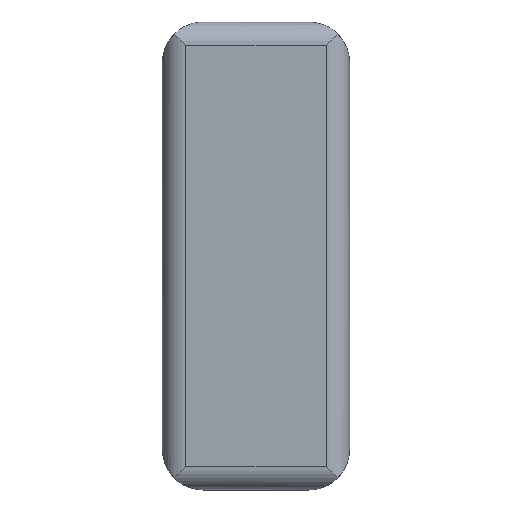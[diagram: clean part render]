
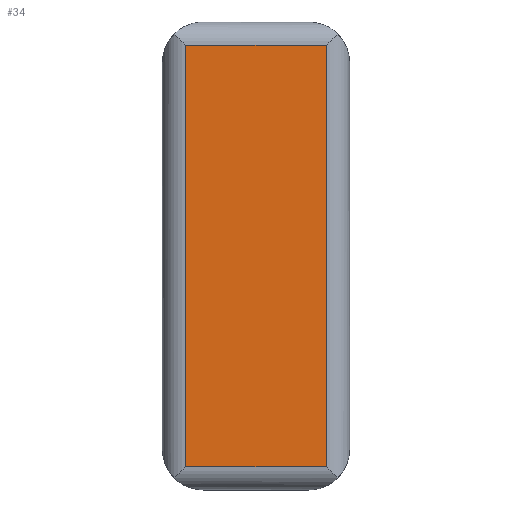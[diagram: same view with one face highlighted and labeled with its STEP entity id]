
A CAD part, front view. The second image highlights one B-rep face of the part: STEP entity #34.
In plain terms, the highlighted planar face has unit normal (0, -1, 0).
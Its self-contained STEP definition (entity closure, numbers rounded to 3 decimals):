
#9 = ORIENTED_EDGE ( 'NONE', *, *, #58, .F. ) ;
#27 = CARTESIAN_POINT ( 'NONE',  ( 5.998, -3.25, -2.012 ) ) ;
#30 = PLANE ( 'NONE',  #136 ) ;
#34 = ADVANCED_FACE ( 'NONE', ( #215 ), #30, .F. ) ;
#58 = EDGE_CURVE ( 'NONE', #96, #217, #102, .T. ) ;
#63 = EDGE_CURVE ( 'NONE', #217, #428, #298, .T. ) ;
#96 = VERTEX_POINT ( 'NONE', #27 ) ;
#102 = LINE ( 'NONE', #318, #134 ) ;
#103 = EDGE_CURVE ( 'NONE', #428, #359, #287, .T. ) ;
#115 = CARTESIAN_POINT ( 'NONE',  ( -5.998, -3.25, -2.012 ) ) ;
#116 = CARTESIAN_POINT ( 'NONE',  ( 0., -3.25, -20.006 ) ) ;
#134 = VECTOR ( 'NONE', #398, 1000. ) ;
#136 = AXIS2_PLACEMENT_3D ( 'NONE', #116, #448, #487 ) ;
#138 = EDGE_LOOP ( 'NONE', ( #464, #9, #174, #276 ) ) ;
#174 = ORIENTED_EDGE ( 'NONE', *, *, #187, .F. ) ;
#181 = VECTOR ( 'NONE', #264, 1000. ) ;
#187 = EDGE_CURVE ( 'NONE', #359, #96, #441, .T. ) ;
#194 = CARTESIAN_POINT ( 'NONE',  ( 7.998, -3.25, -38.001 ) ) ;
#215 = FACE_OUTER_BOUND ( 'NONE', #138, .T. ) ;
#217 = VERTEX_POINT ( 'NONE', #424 ) ;
#263 = CARTESIAN_POINT ( 'NONE',  ( 7.998, -3.25, -2.012 ) ) ;
#264 = DIRECTION ( 'NONE',  ( 1., 0., 0. ) ) ;
#276 = ORIENTED_EDGE ( 'NONE', *, *, #103, .F. ) ;
#287 = LINE ( 'NONE', #401, #532 ) ;
#298 = LINE ( 'NONE', #194, #319 ) ;
#318 = CARTESIAN_POINT ( 'NONE',  ( 5.998, -3.25, -0.012 ) ) ;
#319 = VECTOR ( 'NONE', #353, 1000. ) ;
#353 = DIRECTION ( 'NONE',  ( -1., 0., 0. ) ) ;
#359 = VERTEX_POINT ( 'NONE', #115 ) ;
#364 = CARTESIAN_POINT ( 'NONE',  ( -5.998, -3.25, -38.001 ) ) ;
#398 = DIRECTION ( 'NONE',  ( 0., 0., -1. ) ) ;
#401 = CARTESIAN_POINT ( 'NONE',  ( -5.998, -3.25, -0.012 ) ) ;
#424 = CARTESIAN_POINT ( 'NONE',  ( 5.998, -3.25, -38.001 ) ) ;
#428 = VERTEX_POINT ( 'NONE', #364 ) ;
#441 = LINE ( 'NONE', #263, #181 ) ;
#448 = DIRECTION ( 'NONE',  ( 0., 1., 0. ) ) ;
#450 = DIRECTION ( 'NONE',  ( 0., 0., 1. ) ) ;
#464 = ORIENTED_EDGE ( 'NONE', *, *, #63, .F. ) ;
#487 = DIRECTION ( 'NONE',  ( 0., 0., 1. ) ) ;
#532 = VECTOR ( 'NONE', #450, 1000. ) ;
